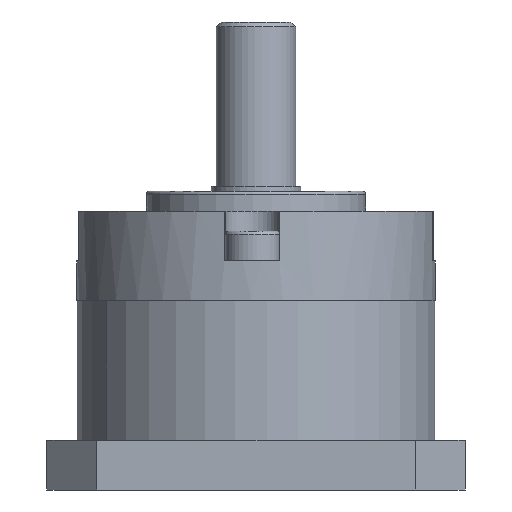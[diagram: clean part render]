
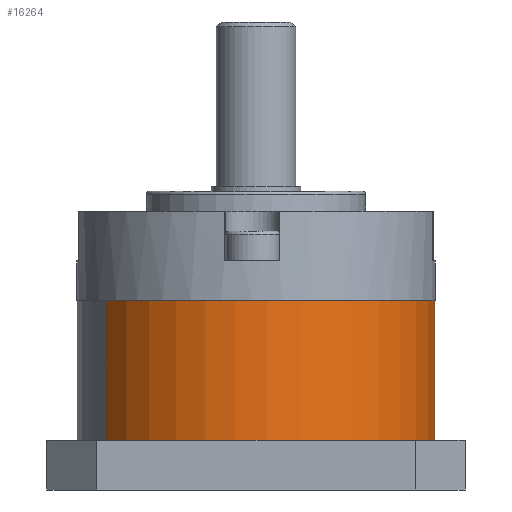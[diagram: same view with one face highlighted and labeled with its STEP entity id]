
A CAD part, front view. The second image highlights one B-rep face of the part: STEP entity #16264.
In plain terms, the highlighted cylindrical face has radius 18 mm (diameter 36 mm), a partial arc.
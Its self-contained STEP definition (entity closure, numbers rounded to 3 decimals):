
#280 = AXIS2_PLACEMENT_3D ( 'NONE', #12721, #4124, #5483 ) ;
#1244 = CARTESIAN_POINT ( 'NONE',  ( 18., 0., 14. ) ) ;
#1853 = CARTESIAN_POINT ( 'NONE',  ( -18., 0., 0. ) ) ;
#2200 = ORIENTED_EDGE ( 'NONE', *, *, #3325, .F. ) ;
#2375 = ORIENTED_EDGE ( 'NONE', *, *, #2877, .T. ) ;
#2491 = VERTEX_POINT ( 'NONE', #12357 ) ;
#2877 = EDGE_CURVE ( 'NONE', #7407, #11781, #9156, .T. ) ;
#2991 = VECTOR ( 'NONE', #16319, 1000. ) ;
#3089 = CARTESIAN_POINT ( 'NONE',  ( -18., 0., 14. ) ) ;
#3126 = CIRCLE ( 'NONE', #9598, 18. ) ;
#3280 = CARTESIAN_POINT ( 'NONE',  ( 0., 0., 14. ) ) ;
#3325 = EDGE_CURVE ( 'NONE', #5191, #2491, #17851, .T. ) ;
#3625 = AXIS2_PLACEMENT_3D ( 'NONE', #3280, #18236, #9447 ) ;
#4124 = DIRECTION ( 'NONE',  ( 0., 0., -1. ) ) ;
#4721 = EDGE_LOOP ( 'NONE', ( #2200, #13049, #2375, #11005 ) ) ;
#4881 = CARTESIAN_POINT ( 'NONE',  ( 18., 0., 14. ) ) ;
#5177 = CYLINDRICAL_SURFACE ( 'NONE', #280, 18. ) ;
#5191 = VERTEX_POINT ( 'NONE', #1244 ) ;
#5345 = VECTOR ( 'NONE', #7534, 1000. ) ;
#5347 = EDGE_CURVE ( 'NONE', #11781, #2491, #3126, .T. ) ;
#5483 = DIRECTION ( 'NONE',  ( -1., 0., 0. ) ) ;
#6248 = CARTESIAN_POINT ( 'NONE',  ( 0., 0., 0. ) ) ;
#7407 = VERTEX_POINT ( 'NONE', #12579 ) ;
#7534 = DIRECTION ( 'NONE',  ( 0., 0., -1. ) ) ;
#7697 = DIRECTION ( 'NONE',  ( 1., 0., 0. ) ) ;
#9156 = LINE ( 'NONE', #3089, #5345 ) ;
#9221 = DIRECTION ( 'NONE',  ( 0., 0., 1. ) ) ;
#9447 = DIRECTION ( 'NONE',  ( 1., 0., 0. ) ) ;
#9598 = AXIS2_PLACEMENT_3D ( 'NONE', #6248, #9221, #7697 ) ;
#11005 = ORIENTED_EDGE ( 'NONE', *, *, #5347, .T. ) ;
#11781 = VERTEX_POINT ( 'NONE', #1853 ) ;
#12357 = CARTESIAN_POINT ( 'NONE',  ( 18., 0., 0. ) ) ;
#12579 = CARTESIAN_POINT ( 'NONE',  ( -18., 0., 14. ) ) ;
#12721 = CARTESIAN_POINT ( 'NONE',  ( 0., 0., 14. ) ) ;
#13049 = ORIENTED_EDGE ( 'NONE', *, *, #15379, .F. ) ;
#15379 = EDGE_CURVE ( 'NONE', #7407, #5191, #17220, .T. ) ;
#16264 = ADVANCED_FACE ( 'NONE', ( #18802 ), #5177, .T. ) ;
#16319 = DIRECTION ( 'NONE',  ( 0., 0., -1. ) ) ;
#17220 = CIRCLE ( 'NONE', #3625, 18. ) ;
#17851 = LINE ( 'NONE', #4881, #2991 ) ;
#18236 = DIRECTION ( 'NONE',  ( 0., 0., 1. ) ) ;
#18802 = FACE_OUTER_BOUND ( 'NONE', #4721, .T. ) ;
